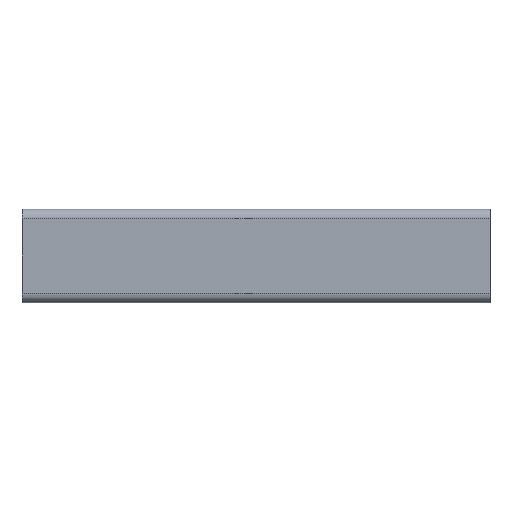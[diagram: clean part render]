
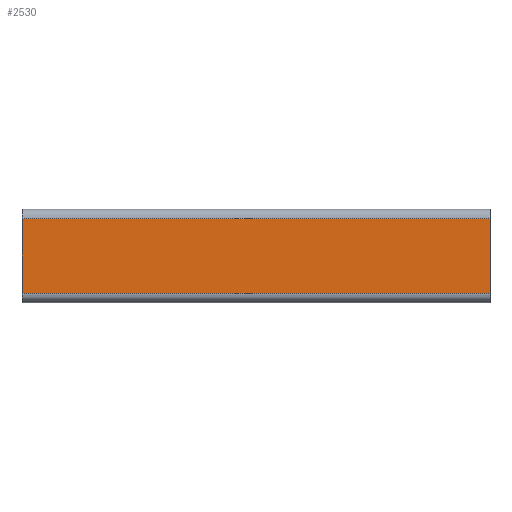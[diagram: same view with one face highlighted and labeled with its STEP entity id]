
A CAD part, left-side view. The second image highlights one B-rep face of the part: STEP entity #2530.
In plain terms, the highlighted planar face has unit normal (-1, 0, 0).
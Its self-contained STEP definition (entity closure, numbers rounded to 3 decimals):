
#247 = DIRECTION ( 'NONE',  ( 0., 0., 1. ) ) ;
#260 = CARTESIAN_POINT ( 'NONE',  ( -20., 0., 16. ) ) ;
#270 = PLANE ( 'NONE',  #2825 ) ;
#423 = ORIENTED_EDGE ( 'NONE', *, *, #1631, .F. ) ;
#580 = VECTOR ( 'NONE', #4545, 1000. ) ;
#771 = CARTESIAN_POINT ( 'NONE',  ( -20., 200., -16. ) ) ;
#1256 = VECTOR ( 'NONE', #2057, 1000. ) ;
#1448 = DIRECTION ( 'NONE',  ( 0., 1., 0. ) ) ;
#1541 = CARTESIAN_POINT ( 'NONE',  ( -20., 200., 16. ) ) ;
#1612 = CARTESIAN_POINT ( 'NONE',  ( -20., 200., 0. ) ) ;
#1631 = EDGE_CURVE ( 'NONE', #3526, #2220, #2029, .T. ) ;
#1764 = CARTESIAN_POINT ( 'NONE',  ( -20., 0., -16. ) ) ;
#2029 = LINE ( 'NONE', #4578, #580 ) ;
#2036 = ORIENTED_EDGE ( 'NONE', *, *, #4958, .F. ) ;
#2057 = DIRECTION ( 'NONE',  ( 0., 0., 1. ) ) ;
#2186 = DIRECTION ( 'NONE',  ( 0., 0., 1. ) ) ;
#2220 = VERTEX_POINT ( 'NONE', #771 ) ;
#2445 = ORIENTED_EDGE ( 'NONE', *, *, #4139, .T. ) ;
#2530 = ADVANCED_FACE ( 'NONE', ( #3193 ), #270, .T. ) ;
#2576 = VECTOR ( 'NONE', #1448, 1000. ) ;
#2825 = AXIS2_PLACEMENT_3D ( 'NONE', #4187, #3425, #2186 ) ;
#2940 = LINE ( 'NONE', #1764, #3798 ) ;
#3117 = LINE ( 'NONE', #1612, #1256 ) ;
#3170 = VERTEX_POINT ( 'NONE', #1541 ) ;
#3193 = FACE_OUTER_BOUND ( 'NONE', #4659, .T. ) ;
#3316 = LINE ( 'NONE', #260, #2576 ) ;
#3425 = DIRECTION ( 'NONE',  ( -1., 0., 0. ) ) ;
#3526 = VERTEX_POINT ( 'NONE', #4150 ) ;
#3630 = VERTEX_POINT ( 'NONE', #4290 ) ;
#3798 = VECTOR ( 'NONE', #247, 1000. ) ;
#4027 = EDGE_CURVE ( 'NONE', #3526, #3630, #2940, .T. ) ;
#4134 = ORIENTED_EDGE ( 'NONE', *, *, #4027, .T. ) ;
#4139 = EDGE_CURVE ( 'NONE', #3630, #3170, #3316, .T. ) ;
#4150 = CARTESIAN_POINT ( 'NONE',  ( -20., 0., -16. ) ) ;
#4187 = CARTESIAN_POINT ( 'NONE',  ( -20., 0., -16. ) ) ;
#4290 = CARTESIAN_POINT ( 'NONE',  ( -20., 0., 16. ) ) ;
#4545 = DIRECTION ( 'NONE',  ( 0., 1., 0. ) ) ;
#4578 = CARTESIAN_POINT ( 'NONE',  ( -20., 0., -16. ) ) ;
#4659 = EDGE_LOOP ( 'NONE', ( #4134, #2445, #2036, #423 ) ) ;
#4958 = EDGE_CURVE ( 'NONE', #2220, #3170, #3117, .T. ) ;
